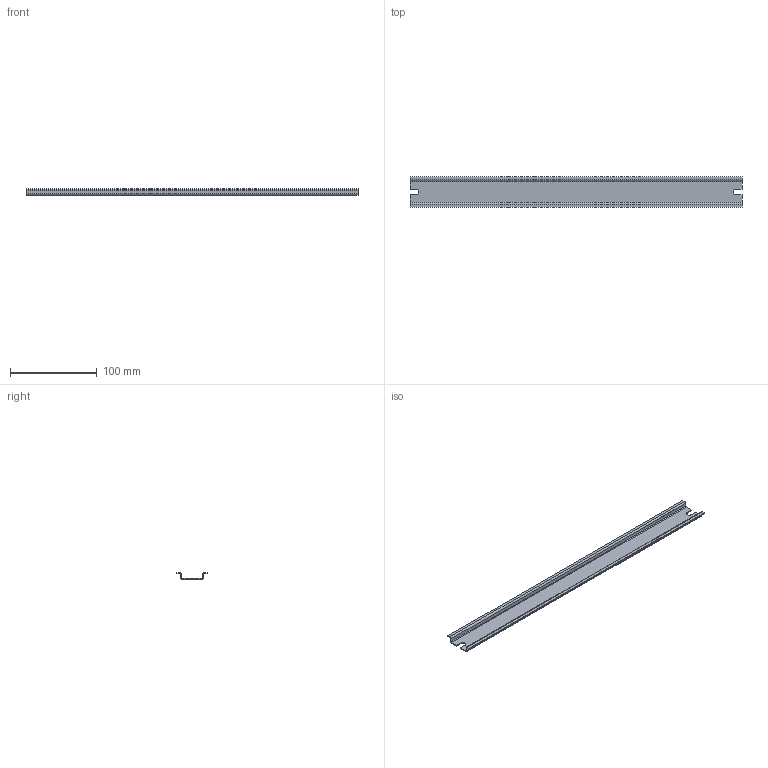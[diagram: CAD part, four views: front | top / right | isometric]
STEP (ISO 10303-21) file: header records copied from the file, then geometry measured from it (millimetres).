
FILE_DESCRIPTION(('CATIA V5 STEP Exchange','CAx-IF Rec.Pracs.--- Model Styling and Organization---1.2---2011-12-15'),'2;1');
FILE_NAME ('D1464046_0_8000003913_8000003913.stp','2018-02-12T15:20:20+00:00',('none'),('Weidmueller'),'CATIA Version 5-6 Release 2014','CATIA V5 STEP AP214','none');
FILE_SCHEMA(('AUTOMOTIVE_DESIGN { 1 0 10303 214 1 1 1 1 }'));
Length unit declared in the file: millimetre
Products named in the file (1): 8000003913_TS35_382_POK9-10-12_CSS
Bounding box: 382 x 35 x 7.5 mm (x, y, z)
Volume: 17366 mm3; surface area: 35622.1 mm2
Topology: 1 solids, 1 shells, 32 faces, 90 edges, 60 vertices
Faces by surface type: plane 20, cylinder 12
Entity records: 1128 total; most frequent: CARTESIAN_POINT 296, ORIENTED_EDGE 180, DIRECTION 144, EDGE_CURVE 90, VECTOR 66, LINE 66, VERTEX_POINT 60, AXIS2_PLACEMENT_3D 47
